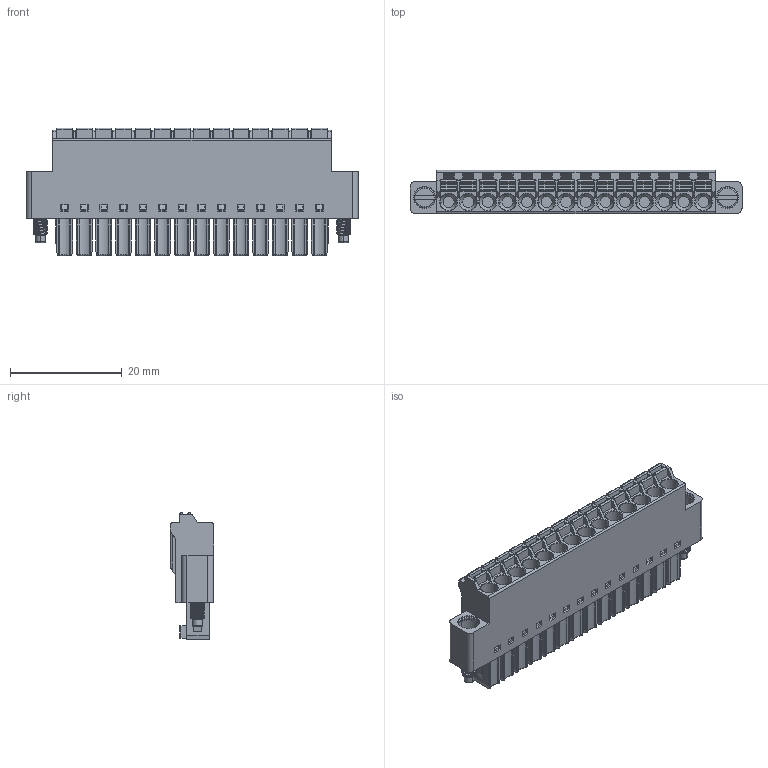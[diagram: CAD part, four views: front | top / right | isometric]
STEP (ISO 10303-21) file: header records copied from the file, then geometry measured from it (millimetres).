
FILE_DESCRIPTION((''),'2;1');
FILE_NAME('WJ15EDGKNM-350-14P-00A','2017-03-16T',('QZY'),(''),'CREO PARAMETRIC BY PTC INC, 2014440','CREO PARAMETRIC BY PTC INC, 2014440','');
FILE_SCHEMA(('CONFIG_CONTROL_DESIGN'));
Products named in the file (1): WJ15EDGKNM-350-14P-00A
Bounding box: 59.3 x 7.7 x 22.8 mm (x, y, z)
Volume: 5829.2 mm3; surface area: 10493.2 mm2
Topology: 3 solids, 3 shells, 2614 faces, 7572 edges, 4958 vertices
Faces by surface type: plane 1804, cylinder 604, cone 104, torus 82, bspline 20
Entity records: 93969 total; most frequent: CARTESIAN_POINT 21008, ORIENTED_EDGE 15144, DIRECTION 13610, EDGE_CURVE 7572, VECTOR 6116, LINE 6116, VERTEX_POINT 4958, AXIS2_PLACEMENT_3D 3747
